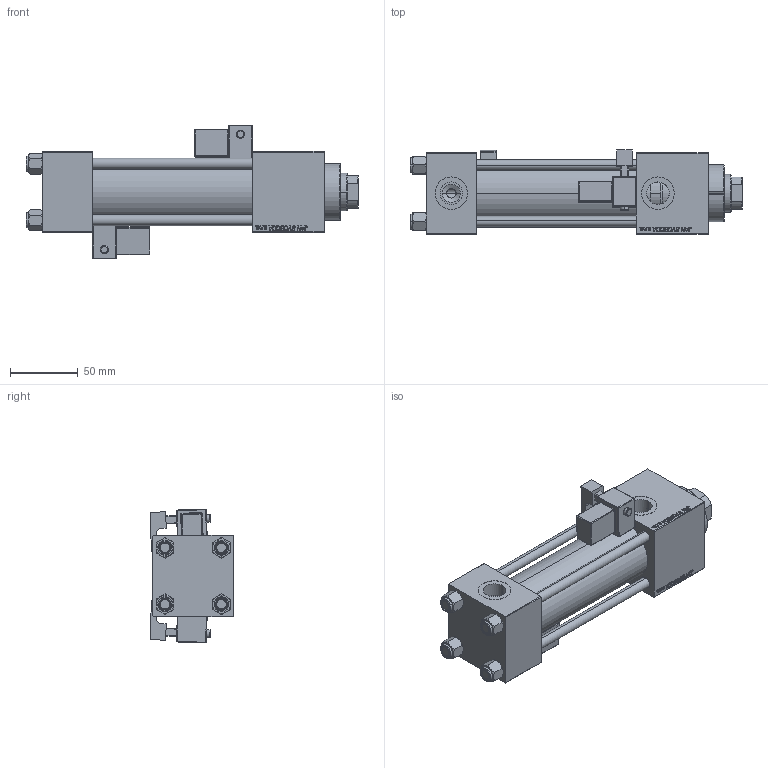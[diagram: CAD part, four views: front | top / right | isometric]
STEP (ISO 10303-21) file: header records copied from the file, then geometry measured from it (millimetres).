
FILE_DESCRIPTION (( 'STEP AP203' ), '1' );
FILE_NAME ('17c0.STEP', '2022-09-14T02:27:49', ( '' ), ( '' ), 'SwSTEP 2.0', 'SolidWorks 2019', '' );
FILE_SCHEMA (( 'CONFIG_CONTROL_DESIGN' ));
Length unit declared in the file: millimetre
Products named in the file (9): V215CR_VCP_C a85f3cfd56b5c334408e3406df9ca4b5; V215CR_MSU a85f3cfd56b5c334408e3406df9ca4b5; DFA a85f3cfd56b5c334408e3406df9ca4b5; 17c0; V215CR_C_TYCINKA a85f3cfd56b5c334408e3406df9ca4b5; NUT_M5_C a85f3cfd56b5c334408e3406df9ca4b5; V215_VC_A a85f3cfd56b5c334408e3406df9ca4b5; V215CR_C_Body a85f3cfd56b5c334408e3406df9ca4b5; FEMALE_PART_FOR_DFA a85f3cfd56b5c334408e3406df9ca4b5
Assembly tree (15 placements, depth 3):
  17c0
    V215CR_C_Body a85f3cfd56b5c334408e3406df9ca4b5
    V215CR_VCP_C a85f3cfd56b5c334408e3406df9ca4b5
    NUT_M5_C a85f3cfd56b5c334408e3406df9ca4b5  x4
    V215CR_C_TYCINKA a85f3cfd56b5c334408e3406df9ca4b5  x4
    V215_VC_A a85f3cfd56b5c334408e3406df9ca4b5
    DFA a85f3cfd56b5c334408e3406df9ca4b5
      FEMALE_PART_FOR_DFA a85f3cfd56b5c334408e3406df9ca4b5
    V215CR_MSU a85f3cfd56b5c334408e3406df9ca4b5  x2
Bounding box: 245 x 61.9 x 98.85 mm (x, y, z)
Volume: 562507 mm3; surface area: 158817 mm2
Topology: 14 solids, 14 shells, 1341 faces, 3331 edges, 2119 vertices
Faces by surface type: plane 598, bspline 392, cylinder 159, cone 148, sphere 24, torus 20
Entity records: 53811 total; most frequent: CARTESIAN_POINT 27687, ORIENTED_EDGE 5772, DIRECTION 3908, EDGE_CURVE 2886, VERTEX_POINT 1879, VECTOR 1732, LINE 1732, EDGE_LOOP 1277
